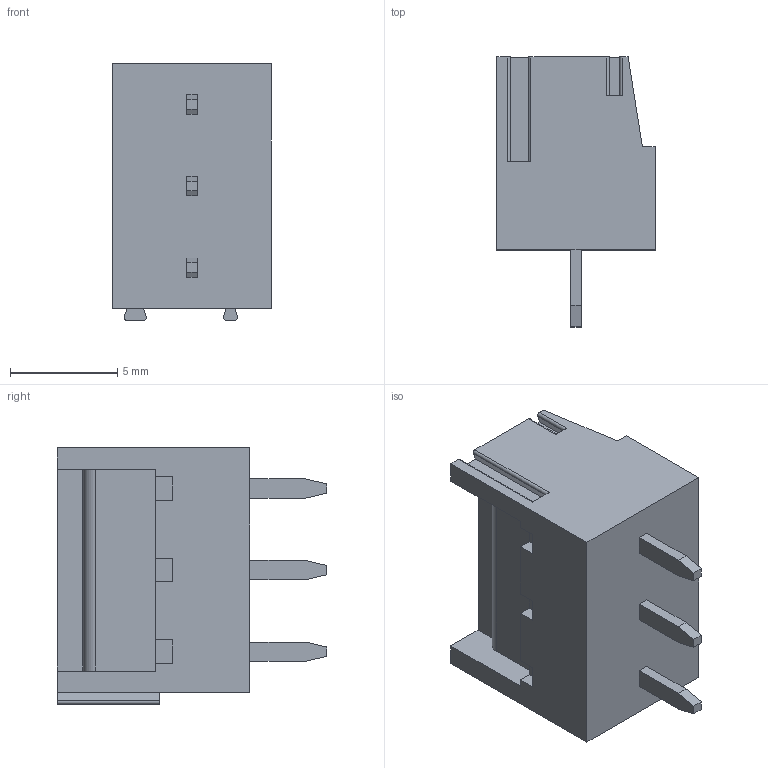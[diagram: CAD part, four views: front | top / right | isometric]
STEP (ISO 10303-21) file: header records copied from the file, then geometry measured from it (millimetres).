
FILE_DESCRIPTION((''),'2;1');
FILE_NAME('TL104V','2025-04-07T',('sj'),(''),'PRO/ENGINEER BY PARAMETRIC TECHNOLOGY CORPORATION, 2013240','PRO/ENGINEER BY PARAMETRIC TECHNOLOGY CORPORATION, 2013240','');
FILE_SCHEMA(('AUTOMOTIVE_DESIGN_CC2 { 1 2 10303 214 -1 1 5 2 }'));
Length unit declared in the file: millimetre
Products named in the file (1): TL104V
Bounding box: 7.4 x 12.6 x 11.98 mm (x, y, z)
Volume: 614.4 mm3; surface area: 671.3 mm2
Topology: 1 solids, 1 shells, 155 faces, 390 edges, 246 vertices
Faces by surface type: plane 104, cylinder 33, cone 18
Entity records: 4592 total; most frequent: CARTESIAN_POINT 791, DIRECTION 784, ORIENTED_EDGE 780, EDGE_CURVE 390, VECTOR 306, LINE 306, VERTEX_POINT 246, AXIS2_PLACEMENT_3D 239
